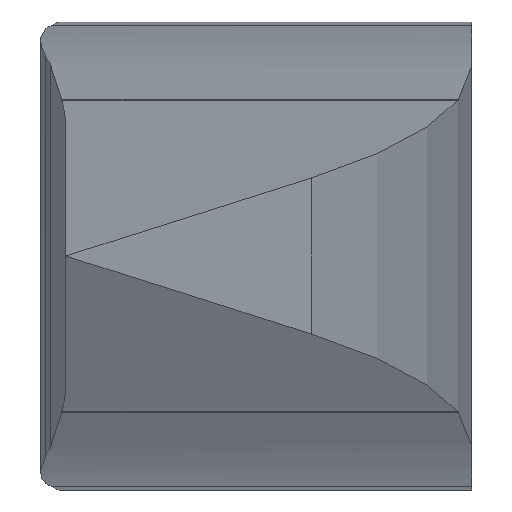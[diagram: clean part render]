
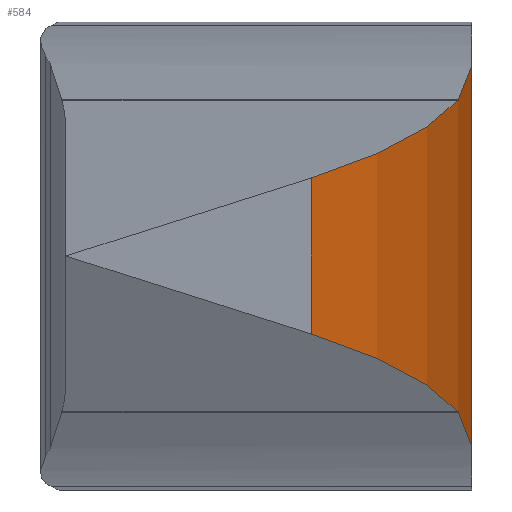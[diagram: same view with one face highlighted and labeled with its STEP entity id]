
A CAD part, left-side view. The second image highlights one B-rep face of the part: STEP entity #584.
In plain terms, the highlighted cylindrical face has radius 670 mm (diameter 1340 mm), a partial arc.
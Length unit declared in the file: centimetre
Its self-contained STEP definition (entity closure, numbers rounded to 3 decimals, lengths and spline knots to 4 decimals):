
#24=ELLIPSE('',#614,68.3269,67.);
#26=ELLIPSE('',#618,69.3413,67.);
#29=ELLIPSE('',#624,69.3413,67.);
#40=ELLIPSE('',#656,68.3269,67.);
#75=FACE_OUTER_BOUND('',#107,.T.);
#107=EDGE_LOOP('',(#490,#491,#492,#493,#494,#495,#496,#497,#498,#499));
#137=LINE('',#973,#176);
#152=LINE('',#1113,#191);
#176=VECTOR('',#738,67.);
#191=VECTOR('',#793,67.);
#199=B_SPLINE_CURVE_WITH_KNOTS('',3,(#837,#838,#839,#840),.UNSPECIFIED.,
 .F.,.F.,(4,4),(2.3725,2.4029),.UNSPECIFIED.);
#201=B_SPLINE_CURVE_WITH_KNOTS('',3,(#860,#861,#862,#863),.UNSPECIFIED.,
 .F.,.F.,(4,4),(0.6305,0.6609),.UNSPECIFIED.);
#203=B_SPLINE_CURVE_WITH_KNOTS('',3,(#883,#884,#885,#886,#887,#888,#889,
#890),.UNSPECIFIED.,.F.,.F.,(4,2,2,4),(62.3108,64.0263,
68.7316,70.8388),.UNSPECIFIED.);
#209=B_SPLINE_CURVE_WITH_KNOTS('',3,(#964,#965,#966,#967,#968,#969,#970,
#971),.UNSPECIFIED.,.F.,.F.,(4,2,2,4),(7.3066,9.5237,
14.2856,15.841),.UNSPECIFIED.);
#224=VERTEX_POINT('',#834);
#225=VERTEX_POINT('',#836);
#228=VERTEX_POINT('',#847);
#231=VERTEX_POINT('',#857);
#232=VERTEX_POINT('',#859);
#234=VERTEX_POINT('',#868);
#237=VERTEX_POINT('',#880);
#238=VERTEX_POINT('',#882);
#253=VERTEX_POINT('',#957);
#280=VERTEX_POINT('',#1112);
#283=EDGE_CURVE('',#224,#225,#199,.T.);
#288=EDGE_CURVE('',#224,#228,#24,.T.);
#291=EDGE_CURVE('',#231,#232,#201,.T.);
#295=EDGE_CURVE('',#231,#234,#26,.T.);
#298=EDGE_CURVE('',#237,#238,#203,.T.);
#305=EDGE_CURVE('',#237,#225,#29,.T.);
#322=EDGE_CURVE('',#253,#234,#209,.T.);
#323=EDGE_CURVE('',#253,#238,#137,.T.);
#360=EDGE_CURVE('',#228,#280,#152,.T.);
#361=EDGE_CURVE('',#280,#232,#40,.T.);
#490=ORIENTED_EDGE('',*,*,#298,.F.);
#491=ORIENTED_EDGE('',*,*,#305,.T.);
#492=ORIENTED_EDGE('',*,*,#283,.F.);
#493=ORIENTED_EDGE('',*,*,#288,.T.);
#494=ORIENTED_EDGE('',*,*,#360,.T.);
#495=ORIENTED_EDGE('',*,*,#361,.T.);
#496=ORIENTED_EDGE('',*,*,#291,.F.);
#497=ORIENTED_EDGE('',*,*,#295,.T.);
#498=ORIENTED_EDGE('',*,*,#322,.F.);
#499=ORIENTED_EDGE('',*,*,#323,.T.);
#560=CYLINDRICAL_SURFACE('',#655,67.);
#584=ADVANCED_FACE('',(#75),#560,.T.);
#614=AXIS2_PLACEMENT_3D('',#849,#681,#682);
#618=AXIS2_PLACEMENT_3D('',#870,#692,#693);
#624=AXIS2_PLACEMENT_3D('',#915,#706,#707);
#655=AXIS2_PLACEMENT_3D('',#1111,#791,#792);
#656=AXIS2_PLACEMENT_3D('',#1114,#794,#795);
#681=DIRECTION('center_axis',(0.196,0.,-0.981));
#682=DIRECTION('ref_axis',(0.981,0.,0.196));
#692=DIRECTION('center_axis',(0.258,0.,0.966));
#693=DIRECTION('ref_axis',(0.966,0.,-0.258));
#706=DIRECTION('center_axis',(0.258,0.,-0.966));
#707=DIRECTION('ref_axis',(0.966,0.,0.258));
#738=DIRECTION('',(0.,0.,1.));
#791=DIRECTION('center_axis',(0.,0.,1.));
#792=DIRECTION('ref_axis',(0.532,0.847,0.));
#793=DIRECTION('',(0.,0.,-1.));
#794=DIRECTION('center_axis',(0.196,0.,0.981));
#795=DIRECTION('ref_axis',(0.981,0.,-0.196));
#834=CARTESIAN_POINT('',(49.9845,-25.1374,24.9969));
#836=CARTESIAN_POINT('',(50.0153,-25.1424,25.0041));
#837=CARTESIAN_POINT('Ctrl Pts',(49.9845,-25.1374,24.9969));
#838=CARTESIAN_POINT('Ctrl Pts',(49.9948,-25.1391,24.999));
#839=CARTESIAN_POINT('Ctrl Pts',(50.0051,-25.1407,25.0013));
#840=CARTESIAN_POINT('Ctrl Pts',(50.0153,-25.1424,25.0041));
#847=CARTESIAN_POINT('',(25.0064,-15.7183,20.0013));
#849=CARTESIAN_POINT('Origin',(60.6619,41.0063,27.1324));
#857=CARTESIAN_POINT('',(50.0153,-25.1424,4.9959));
#859=CARTESIAN_POINT('',(49.9845,-25.1374,5.0031));
#860=CARTESIAN_POINT('Ctrl Pts',(50.0153,-25.1424,4.9959));
#861=CARTESIAN_POINT('Ctrl Pts',(50.0051,-25.1407,4.9987));
#862=CARTESIAN_POINT('Ctrl Pts',(49.9948,-25.1391,5.001));
#863=CARTESIAN_POINT('Ctrl Pts',(49.9845,-25.1374,5.0031));
#868=CARTESIAN_POINT('',(50.087,-25.1539,4.9768));
#870=CARTESIAN_POINT('Origin',(60.6619,41.0063,2.1568));
#880=CARTESIAN_POINT('',(50.087,-25.1539,25.0232));
#882=CARTESIAN_POINT('',(58.8873,-25.9702,27.0804));
#883=CARTESIAN_POINT('Ctrl Pts',(50.087,-25.1539,25.0232));
#884=CARTESIAN_POINT('Ctrl Pts',(50.6745,-25.2478,25.1799));
#885=CARTESIAN_POINT('Ctrl Pts',(51.2636,-25.3339,25.333));
#886=CARTESIAN_POINT('Ctrl Pts',(53.4716,-25.6267,25.8924));
#887=CARTESIAN_POINT('Ctrl Pts',(55.0966,-25.7818,26.2743));
#888=CARTESIAN_POINT('Ctrl Pts',(57.4412,-25.9202,26.7836));
#889=CARTESIAN_POINT('Ctrl Pts',(58.1654,-25.951,26.9351));
#890=CARTESIAN_POINT('Ctrl Pts',(58.8873,-25.9702,27.0804));
#915=CARTESIAN_POINT('Origin',(60.6619,41.0063,27.8432));
#957=CARTESIAN_POINT('',(58.8873,-25.9702,2.9196));
#964=CARTESIAN_POINT('Ctrl Pts',(58.8873,-25.9702,2.9196));
#965=CARTESIAN_POINT('Ctrl Pts',(58.1282,-25.9501,3.0724));
#966=CARTESIAN_POINT('Ctrl Pts',(57.3668,-25.917,3.232));
#967=CARTESIAN_POINT('Ctrl Pts',(54.9663,-25.7713,3.7554));
#968=CARTESIAN_POINT('Ctrl Pts',(53.3232,-25.611,4.1433));
#969=CARTESIAN_POINT('Ctrl Pts',(51.1529,-25.3177,4.6958));
#970=CARTESIAN_POINT('Ctrl Pts',(50.6194,-25.239,4.8348));
#971=CARTESIAN_POINT('Ctrl Pts',(50.087,-25.1539,4.9768));
#973=CARTESIAN_POINT('',(58.8873,-25.9702,0.));
#1111=CARTESIAN_POINT('Origin',(60.6619,41.0063,0.));
#1112=CARTESIAN_POINT('',(25.0064,-15.7183,9.9987));
#1113=CARTESIAN_POINT('',(25.0064,-15.7183,0.));
#1114=CARTESIAN_POINT('Origin',(60.6619,41.0063,2.8676));
